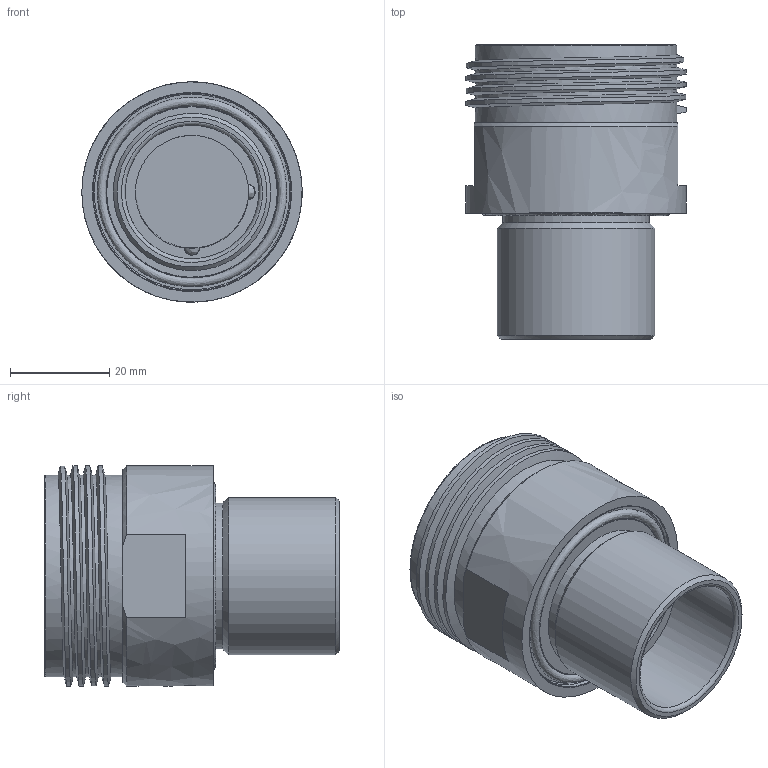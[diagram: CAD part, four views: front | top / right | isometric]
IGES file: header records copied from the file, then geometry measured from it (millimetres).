
Global section: file name: 3P-BR; native system: Autodesk Inventor 2015; preprocessor: unknown; author: jkirby; date: 20160601.133829; units: inch
Bounding box: 44.45 x 59.44 x 44.45 mm (x, y, z)
Volume: 8.9 mm3; surface area: 21368.1 mm2
Topology: 1 solids, 6 shells, 115 faces, 313 edges, 210 vertices
Faces by surface type: bspline 115
